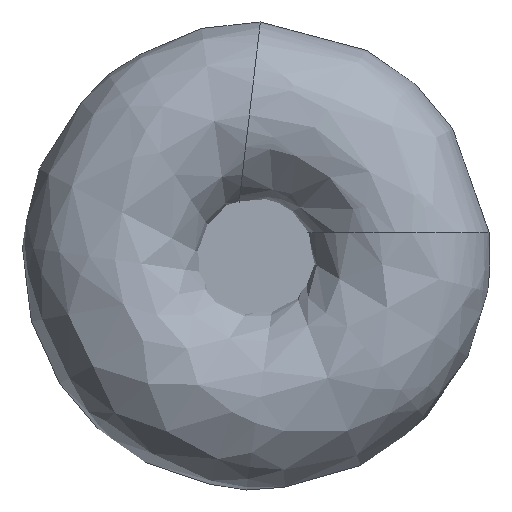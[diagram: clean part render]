
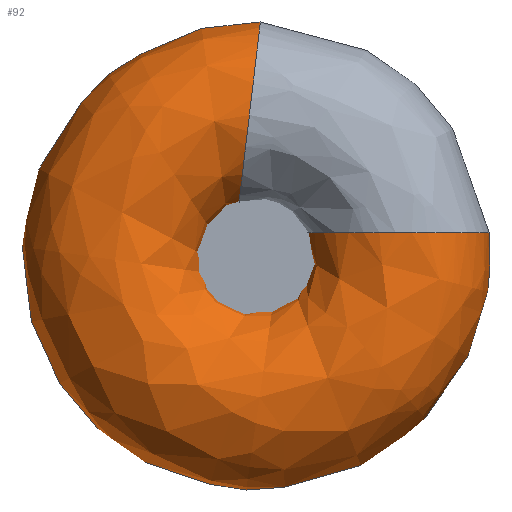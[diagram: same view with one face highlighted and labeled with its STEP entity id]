
A CAD part, left-side view. The second image highlights one B-rep face of the part: STEP entity #92.
In plain terms, the highlighted free-form (B-spline) face has degree [3, 3] with [7, 7] control points.
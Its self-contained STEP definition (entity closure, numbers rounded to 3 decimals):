
#32=(
BOUNDED_SURFACE()
B_SPLINE_SURFACE(3,3,((#490,#491,#492,#493,#494,#495,#496),(#497,#498,#499,
#500,#501,#502,#503),(#504,#505,#506,#507,#508,#509,#510),(#511,#512,#513,
#514,#515,#516,#517),(#518,#519,#520,#521,#522,#523,#524),(#525,#526,#527,
#528,#529,#530,#531),(#532,#533,#534,#535,#536,#537,#538)),
 .UNSPECIFIED.,.T.,.F.,.F.)
B_SPLINE_SURFACE_WITH_KNOTS((1,3,3,3,1),(4,3,4),(-0.5,0.,0.5,1.,1.5),(0.,
0.5,1.),.UNSPECIFIED.)
GEOMETRIC_REPRESENTATION_ITEM()
RATIONAL_B_SPLINE_SURFACE(((1.,0.57,0.57,1.,0.57,
0.57,1.),(0.333,0.19,0.19,
0.333,0.19,0.19,0.333),
(0.333,0.19,0.19,0.333,
0.19,0.19,0.333),(1.,0.57,
0.57,1.,0.57,0.57,1.),(0.333,
0.19,0.19,0.333,0.19,
0.19,0.333),(0.333,0.19,
0.19,0.333,0.19,0.19,
0.333),(1.,0.57,0.57,1.,0.57,
0.57,1.)))
REPRESENTATION_ITEM('')
SURFACE()
);
#92=ADVANCED_FACE('',(#128,#129),#32,.F.);
#128=FACE_BOUND('',#166,.T.);
#129=FACE_BOUND('',#167,.T.);
#166=EDGE_LOOP('',(#204));
#167=EDGE_LOOP('',(#205));
#204=ORIENTED_EDGE('',*,*,#244,.F.);
#205=ORIENTED_EDGE('',*,*,#245,.F.);
#225=VERTEX_POINT('',#487);
#226=VERTEX_POINT('',#489);
#244=EDGE_CURVE('',#225,#225,#263,.T.);
#245=EDGE_CURVE('',#226,#226,#264,.T.);
#263=CIRCLE('',#300,4.);
#264=CIRCLE('',#301,4.);
#300=AXIS2_PLACEMENT_3D('',#486,#373,#374);
#301=AXIS2_PLACEMENT_3D('',#488,#375,#376);
#373=DIRECTION('',(0.,-0.993,-0.118));
#374=DIRECTION('',(1.,0.,0.));
#375=DIRECTION('',(0.,0.,1.));
#376=DIRECTION('',(1.,0.,0.));
#486=CARTESIAN_POINT('',(4.,0.293,6.026));
#487=CARTESIAN_POINT('',(8.,0.293,6.026));
#488=CARTESIAN_POINT('',(4.,-5.95,1.));
#489=CARTESIAN_POINT('',(8.,-5.95,1.));
#490=CARTESIAN_POINT('',(8.,-5.95,1.));
#491=CARTESIAN_POINT('',(8.,-7.043,-5.503));
#492=CARTESIAN_POINT('',(8.,-1.353,-8.834));
#493=CARTESIAN_POINT('',(8.,3.783,-4.699));
#494=CARTESIAN_POINT('',(8.,8.92,-0.564));
#495=CARTESIAN_POINT('',(8.,6.879,5.706));
#496=CARTESIAN_POINT('',(8.,0.293,6.026));
#497=CARTESIAN_POINT('',(8.,2.05,1.));
#498=CARTESIAN_POINT('',(8.,0.957,3.241));
#499=CARTESIAN_POINT('',(8.,-1.526,3.015));
#500=CARTESIAN_POINT('',(8.,-2.197,0.614));
#501=CARTESIAN_POINT('',(8.,-2.868,-1.787));
#502=CARTESIAN_POINT('',(8.,-0.862,-3.267));
#503=CARTESIAN_POINT('',(8.,1.234,-1.918));
#504=CARTESIAN_POINT('',(0.,2.05,1.));
#505=CARTESIAN_POINT('',(0.,0.957,3.241));
#506=CARTESIAN_POINT('',(0.,-1.526,3.015));
#507=CARTESIAN_POINT('',(0.,-2.197,0.614));
#508=CARTESIAN_POINT('',(0.,-2.868,-1.787));
#509=CARTESIAN_POINT('',(0.,-0.862,-3.267));
#510=CARTESIAN_POINT('',(0.,1.234,-1.918));
#511=CARTESIAN_POINT('',(0.,-5.95,1.));
#512=CARTESIAN_POINT('',(0.,-7.043,-5.503));
#513=CARTESIAN_POINT('',(0.,-1.353,-8.834));
#514=CARTESIAN_POINT('',(0.,3.783,-4.699));
#515=CARTESIAN_POINT('',(0.,8.92,-0.564));
#516=CARTESIAN_POINT('',(0.,6.879,5.706));
#517=CARTESIAN_POINT('',(0.,0.293,6.026));
#518=CARTESIAN_POINT('',(0.,-13.95,1.));
#519=CARTESIAN_POINT('',(0.,-15.043,-14.246));
#520=CARTESIAN_POINT('',(0.,-1.18,-20.684));
#521=CARTESIAN_POINT('',(0.,9.764,-10.013));
#522=CARTESIAN_POINT('',(0.,20.707,0.658));
#523=CARTESIAN_POINT('',(0.,14.621,14.679));
#524=CARTESIAN_POINT('',(0.,-0.648,13.971));
#525=CARTESIAN_POINT('',(8.,-13.95,1.));
#526=CARTESIAN_POINT('',(8.,-15.043,-14.246));
#527=CARTESIAN_POINT('',(8.,-1.18,-20.684));
#528=CARTESIAN_POINT('',(8.,9.764,-10.013));
#529=CARTESIAN_POINT('',(8.,20.707,0.658));
#530=CARTESIAN_POINT('',(8.,14.621,14.679));
#531=CARTESIAN_POINT('',(8.,-0.648,13.971));
#532=CARTESIAN_POINT('',(8.,-5.95,1.));
#533=CARTESIAN_POINT('',(8.,-7.043,-5.503));
#534=CARTESIAN_POINT('',(8.,-1.353,-8.834));
#535=CARTESIAN_POINT('',(8.,3.783,-4.699));
#536=CARTESIAN_POINT('',(8.,8.92,-0.564));
#537=CARTESIAN_POINT('',(8.,6.879,5.706));
#538=CARTESIAN_POINT('',(8.,0.293,6.026));
